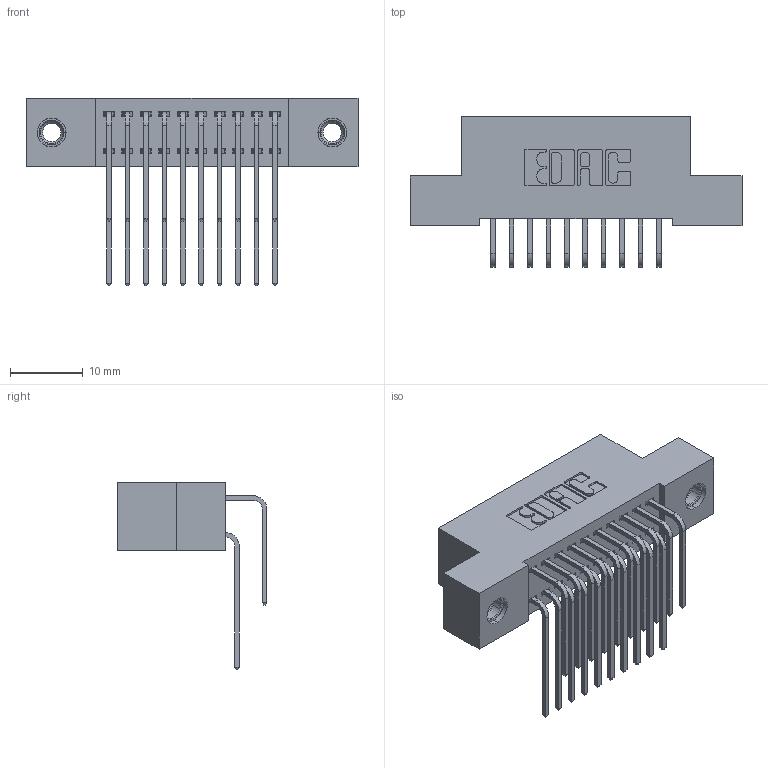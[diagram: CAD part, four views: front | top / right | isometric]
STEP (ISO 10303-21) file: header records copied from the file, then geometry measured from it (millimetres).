
FILE_DESCRIPTION (( 'STEP AP203' ), '1' );
FILE_NAME ('342-020-559-207.STEP', '2019-10-01T21:34:56', ( '' ), ( '' ), 'SwSTEP 2.0', 'SolidWorks 2016', '' );
FILE_SCHEMA (( 'CONFIG_CONTROL_DESIGN' ));
Length unit declared in the file: inch
Products named in the file (5): 345-292-001_558 559 Tail - 1; 345-292-001_559 Tail - 2; 345-250-001_345-250-005-103; 342-020-559-207; 342 Part_TI
Assembly tree (23 placements, depth 2):
  342-020-559-207
    342 Part_TI
    345-292-001_558 559 Tail - 1  x10
    345-292-001_559 Tail - 2  x10
    345-250-001_345-250-005-103  x2
Bounding box: 45.72 x 20.64 x 25.78 mm (x, y, z)
Volume: 4059.2 mm3; surface area: 6366.5 mm2
Topology: 23 solids, 23 shells, 1250 faces, 3655 edges, 2402 vertices
Faces by surface type: plane 858, cylinder 376, cone 12, torus 4
Entity records: 13410 total; most frequent: CARTESIAN_POINT 2292, ORIENTED_EDGE 2170, DIRECTION 2027, EDGE_CURVE 1085, VECTOR 897, LINE 897, VERTEX_POINT 716, AXIS2_PLACEMENT_3D 565
